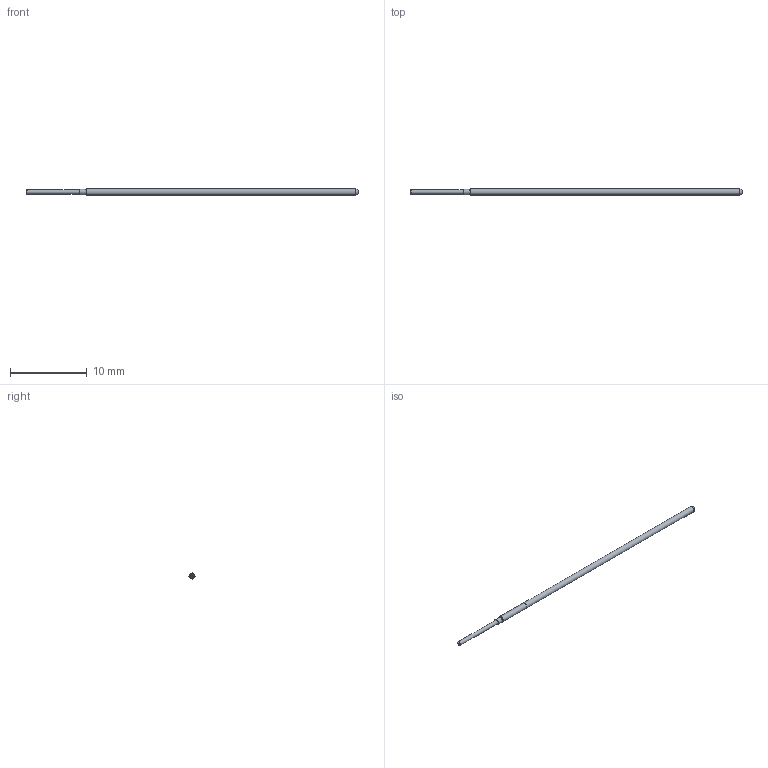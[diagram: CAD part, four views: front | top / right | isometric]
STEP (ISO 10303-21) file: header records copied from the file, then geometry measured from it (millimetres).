
FILE_DESCRIPTION (( 'STEP AP214' ), '1' );
FILE_NAME ('050-R2576.STEP', '2021-01-06T20:10:46', ( '' ), ( '' ), 'SwSTEP 2.0', 'SolidWorks 2020', '' );
FILE_SCHEMA (( 'AUTOMOTIVE_DESIGN' ));
Length unit declared in the file: inch
Products named in the file (3): A10697_A10697P Solid; A10693-76_Deco Version; 050-R2576
Assembly tree (2 placements, depth 2):
  050-R2576
    A10697_A10697P Solid
    A10693-76_Deco Version
Bounding box: 43.21 x 0.78 x 0.78 mm (x, y, z)
Volume: 20.4 mm3; surface area: 111.7 mm2
Topology: 2 solids, 2 shells, 33 faces, 78 edges, 49 vertices
Faces by surface type: bspline 21, cylinder 5, cone 3, plane 3, torus 1
Full cylindrical faces by diameter (mm): 0.533 x1, 0.589 x1, 0.62 x1, 0.711 x1, 0.782 x1
Entity records: 3749 total; most frequent: CARTESIAN_POINT 3096, ORIENTED_EDGE 132, EDGE_CURVE 66, B_SPLINE_CURVE_WITH_KNOTS 56, DIRECTION 52, VERTEX_POINT 46, EDGE_LOOP 42, FACE_OUTER_BOUND 39
